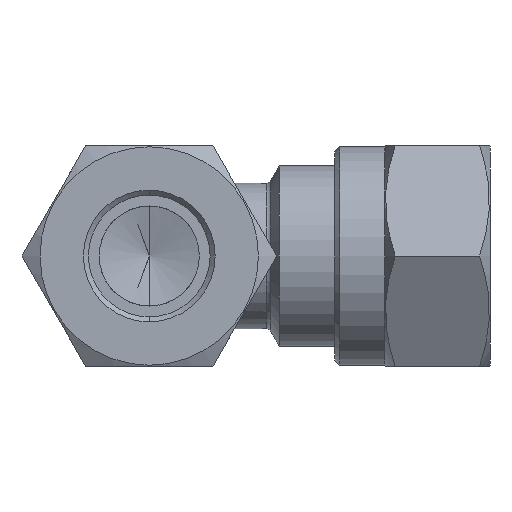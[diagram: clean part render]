
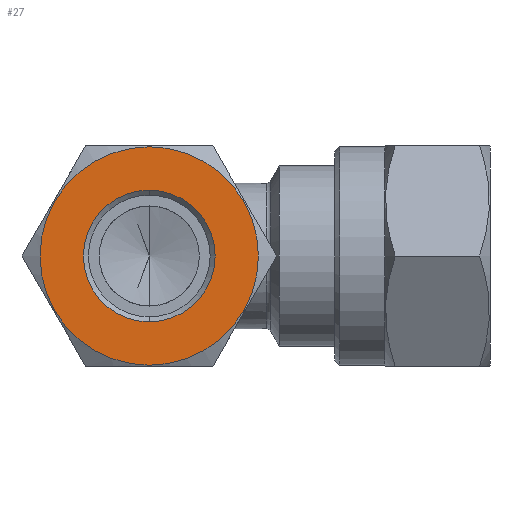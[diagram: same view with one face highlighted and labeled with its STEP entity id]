
A CAD part, front view. The second image highlights one B-rep face of the part: STEP entity #27.
In plain terms, the highlighted planar face has unit normal (0, -1, 0).
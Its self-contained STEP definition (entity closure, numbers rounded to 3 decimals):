
#27 = ADVANCED_FACE ( 'NONE', ( #3476, #3477 ), #4691, .F. ) ;
#1145 = CARTESIAN_POINT ( 'NONE',  ( 0., -34.012, 0. ) ) ;
#1146 = DIRECTION ( 'NONE',  ( 0., 1., 0. ) ) ;
#1147 = DIRECTION ( 'NONE',  ( 0., 0., -1. ) ) ;
#1182 = CARTESIAN_POINT ( 'NONE',  ( 0., -34.012, 0. ) ) ;
#1183 = DIRECTION ( 'NONE',  ( 0., -1., 0. ) ) ;
#1184 = DIRECTION ( 'NONE',  ( 0., 0., 1. ) ) ;
#1308 = CARTESIAN_POINT ( 'NONE',  ( 0., -34.012, 0. ) ) ;
#1309 = DIRECTION ( 'NONE',  ( 0., 1., 0. ) ) ;
#1310 = DIRECTION ( 'NONE',  ( 0., 0., -1. ) ) ;
#1311 = CARTESIAN_POINT ( 'NONE',  ( 0., -34.012, 0. ) ) ;
#1312 = DIRECTION ( 'NONE',  ( 0., -1., 0. ) ) ;
#1313 = DIRECTION ( 'NONE',  ( 0., 0., 1. ) ) ;
#2395 = CARTESIAN_POINT ( 'NONE',  ( 0., -34.012, 6.575 ) ) ;
#2405 = CARTESIAN_POINT ( 'NONE',  ( 0., -34.012, -6.575 ) ) ;
#2419 = CARTESIAN_POINT ( 'NONE',  ( 0., -34.012, 10.9 ) ) ;
#2425 = CARTESIAN_POINT ( 'NONE',  ( 0., -34.012, -10.9 ) ) ;
#2677 = EDGE_CURVE ( 'NONE', #4816, #4826, #2855, .T. ) ;
#2682 = EDGE_CURVE ( 'NONE', #4840, #4846, #2892, .T. ) ;
#2712 = EDGE_CURVE ( 'NONE', #4826, #4816, #4209, .T. ) ;
#2713 = EDGE_CURVE ( 'NONE', #4846, #4840, #4208, .T. ) ;
#2855 = CIRCLE ( 'NONE', #2858, 6.575 ) ;
#2858 = AXIS2_PLACEMENT_3D ( 'NONE', #1145, #1146, #1147 ) ;
#2866 = AXIS2_PLACEMENT_3D ( 'NONE', #1182, #1183, #1184 ) ;
#2892 = CIRCLE ( 'NONE', #2866, 10.9 ) ;
#3213 = ORIENTED_EDGE ( 'NONE', *, *, #2677, .T. ) ;
#3214 = ORIENTED_EDGE ( 'NONE', *, *, #2712, .T. ) ;
#3215 = ORIENTED_EDGE ( 'NONE', *, *, #2713, .T. ) ;
#3217 = ORIENTED_EDGE ( 'NONE', *, *, #2682, .T. ) ;
#3476 = FACE_BOUND ( 'NONE', #4731, .T. ) ;
#3477 = FACE_OUTER_BOUND ( 'NONE', #4889, .T. ) ;
#4197 = AXIS2_PLACEMENT_3D ( 'NONE', #1311, #1312, #1313 ) ;
#4199 = AXIS2_PLACEMENT_3D ( 'NONE', #1308, #1309, #1310 ) ;
#4208 = CIRCLE ( 'NONE', #4197, 10.9 ) ;
#4209 = CIRCLE ( 'NONE', #4199, 6.575 ) ;
#4218 = AXIS2_PLACEMENT_3D ( 'NONE', #4697, #4693, #4695 ) ;
#4691 = PLANE ( 'NONE',  #4218 ) ;
#4693 = DIRECTION ( 'NONE',  ( 0., 1., 0. ) ) ;
#4695 = DIRECTION ( 'NONE',  ( 0., 0., -1. ) ) ;
#4697 = CARTESIAN_POINT ( 'NONE',  ( -10.9, -34.012, 0. ) ) ;
#4731 = EDGE_LOOP ( 'NONE', ( #3213, #3214 ) ) ;
#4816 = VERTEX_POINT ( 'NONE', #2395 ) ;
#4826 = VERTEX_POINT ( 'NONE', #2405 ) ;
#4840 = VERTEX_POINT ( 'NONE', #2419 ) ;
#4846 = VERTEX_POINT ( 'NONE', #2425 ) ;
#4889 = EDGE_LOOP ( 'NONE', ( #3215, #3217 ) ) ;
